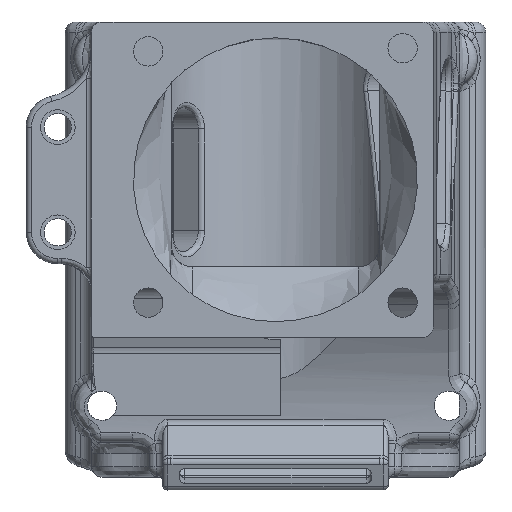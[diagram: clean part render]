
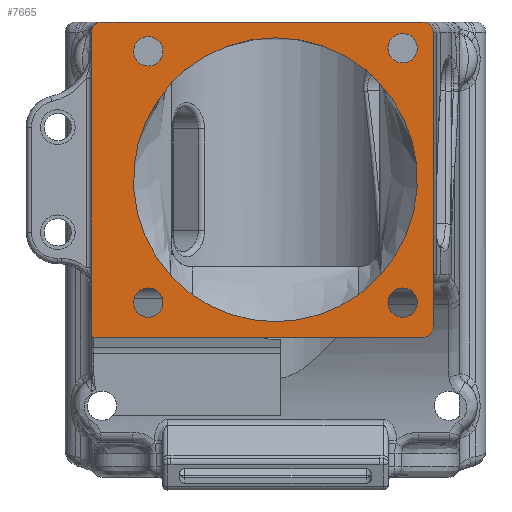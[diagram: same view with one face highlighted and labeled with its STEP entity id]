
A CAD part, left-side view. The second image highlights one B-rep face of the part: STEP entity #7665.
In plain terms, the highlighted planar face has unit normal (-1, 0, 0).
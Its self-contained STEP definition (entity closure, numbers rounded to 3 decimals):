
#129=FACE_BOUND('',#1976,.T.);
#130=FACE_BOUND('',#1977,.T.);
#131=FACE_BOUND('',#1978,.T.);
#132=FACE_BOUND('',#1979,.T.);
#133=FACE_BOUND('',#1980,.T.);
#172=PLANE('',#8231);
#279=LINE('',#11657,#643);
#295=LINE('',#12101,#659);
#296=LINE('',#12105,#660);
#297=LINE('',#12109,#661);
#643=VECTOR('',#9139,10.);
#659=VECTOR('',#9237,10.);
#660=VECTOR('',#9240,10.);
#661=VECTOR('',#9243,10.);
#1458=FACE_OUTER_BOUND('',#1975,.T.);
#1975=EDGE_LOOP('',(#5198,#5199,#5200,#5201,#5202,#5203,#5204,#5205));
#1976=EDGE_LOOP('',(#5206,#5207,#5208,#5209,#5210,#5211,#5212,#5213));
#1977=EDGE_LOOP('',(#5214));
#1978=EDGE_LOOP('',(#5215));
#1979=EDGE_LOOP('',(#5216));
#1980=EDGE_LOOP('',(#5217));
#2509=ELLIPSE('',#8232,1.,1.);
#2510=ELLIPSE('',#8233,1.,1.);
#2625=CIRCLE('',#8220,0.2);
#2633=CIRCLE('',#8234,1.);
#2634=CIRCLE('',#8235,13.5);
#2635=CIRCLE('',#8236,13.5);
#2636=CIRCLE('',#8237,13.5);
#2637=CIRCLE('',#8238,13.5);
#2638=CIRCLE('',#8239,13.5);
#2639=CIRCLE('',#8240,13.5);
#2640=CIRCLE('',#8241,13.5);
#2641=CIRCLE('',#8242,13.5);
#2642=CIRCLE('',#8243,1.4);
#2643=CIRCLE('',#8244,1.4);
#2644=CIRCLE('',#8245,1.4);
#2645=CIRCLE('',#8246,1.4);
#3099=VERTEX_POINT('',#11654);
#3100=VERTEX_POINT('',#11656);
#3149=VERTEX_POINT('',#12038);
#3155=VERTEX_POINT('',#12100);
#3156=VERTEX_POINT('',#12102);
#3157=VERTEX_POINT('',#12104);
#3158=VERTEX_POINT('',#12106);
#3159=VERTEX_POINT('',#12108);
#3160=VERTEX_POINT('',#12111);
#3161=VERTEX_POINT('',#12112);
#3162=VERTEX_POINT('',#12114);
#3163=VERTEX_POINT('',#12116);
#3164=VERTEX_POINT('',#12118);
#3165=VERTEX_POINT('',#12120);
#3166=VERTEX_POINT('',#12122);
#3167=VERTEX_POINT('',#12124);
#3168=VERTEX_POINT('',#12127);
#3169=VERTEX_POINT('',#12129);
#3170=VERTEX_POINT('',#12131);
#3171=VERTEX_POINT('',#12133);
#3843=EDGE_CURVE('',#3099,#3100,#279,.T.);
#3901=EDGE_CURVE('',#3149,#3099,#2625,.T.);
#3912=EDGE_CURVE('',#3155,#3149,#295,.T.);
#3913=EDGE_CURVE('',#3156,#3155,#2509,.T.);
#3914=EDGE_CURVE('',#3156,#3157,#296,.T.);
#3915=EDGE_CURVE('',#3158,#3157,#2510,.T.);
#3916=EDGE_CURVE('',#3159,#3158,#297,.T.);
#3917=EDGE_CURVE('',#3100,#3159,#2633,.T.);
#3918=EDGE_CURVE('',#3160,#3161,#2634,.T.);
#3919=EDGE_CURVE('',#3161,#3162,#2635,.T.);
#3920=EDGE_CURVE('',#3162,#3163,#2636,.T.);
#3921=EDGE_CURVE('',#3163,#3164,#2637,.T.);
#3922=EDGE_CURVE('',#3164,#3165,#2638,.T.);
#3923=EDGE_CURVE('',#3165,#3166,#2639,.T.);
#3924=EDGE_CURVE('',#3166,#3167,#2640,.T.);
#3925=EDGE_CURVE('',#3167,#3160,#2641,.T.);
#3926=EDGE_CURVE('',#3168,#3168,#2642,.T.);
#3927=EDGE_CURVE('',#3169,#3169,#2643,.T.);
#3928=EDGE_CURVE('',#3170,#3170,#2644,.T.);
#3929=EDGE_CURVE('',#3171,#3171,#2645,.T.);
#5198=ORIENTED_EDGE('',*,*,#3901,.F.);
#5199=ORIENTED_EDGE('',*,*,#3912,.F.);
#5200=ORIENTED_EDGE('',*,*,#3913,.F.);
#5201=ORIENTED_EDGE('',*,*,#3914,.T.);
#5202=ORIENTED_EDGE('',*,*,#3915,.F.);
#5203=ORIENTED_EDGE('',*,*,#3916,.F.);
#5204=ORIENTED_EDGE('',*,*,#3917,.F.);
#5205=ORIENTED_EDGE('',*,*,#3843,.F.);
#5206=ORIENTED_EDGE('',*,*,#3918,.T.);
#5207=ORIENTED_EDGE('',*,*,#3919,.T.);
#5208=ORIENTED_EDGE('',*,*,#3920,.T.);
#5209=ORIENTED_EDGE('',*,*,#3921,.T.);
#5210=ORIENTED_EDGE('',*,*,#3922,.T.);
#5211=ORIENTED_EDGE('',*,*,#3923,.T.);
#5212=ORIENTED_EDGE('',*,*,#3924,.T.);
#5213=ORIENTED_EDGE('',*,*,#3925,.T.);
#5214=ORIENTED_EDGE('',*,*,#3926,.F.);
#5215=ORIENTED_EDGE('',*,*,#3927,.F.);
#5216=ORIENTED_EDGE('',*,*,#3928,.F.);
#5217=ORIENTED_EDGE('',*,*,#3929,.F.);
#7665=ADVANCED_FACE('',(#1458,#129,#130,#131,#132,#133),#172,.F.);
#8220=AXIS2_PLACEMENT_3D('',#12039,#9211,#9212);
#8231=AXIS2_PLACEMENT_3D('',#12099,#9235,#9236);
#8232=AXIS2_PLACEMENT_3D('',#12103,#9238,#9239);
#8233=AXIS2_PLACEMENT_3D('',#12107,#9241,#9242);
#8234=AXIS2_PLACEMENT_3D('',#12110,#9244,#9245);
#8235=AXIS2_PLACEMENT_3D('',#12113,#9246,#9247);
#8236=AXIS2_PLACEMENT_3D('',#12115,#9248,#9249);
#8237=AXIS2_PLACEMENT_3D('',#12117,#9250,#9251);
#8238=AXIS2_PLACEMENT_3D('',#12119,#9252,#9253);
#8239=AXIS2_PLACEMENT_3D('',#12121,#9254,#9255);
#8240=AXIS2_PLACEMENT_3D('',#12123,#9256,#9257);
#8241=AXIS2_PLACEMENT_3D('',#12125,#9258,#9259);
#8242=AXIS2_PLACEMENT_3D('',#12126,#9260,#9261);
#8243=AXIS2_PLACEMENT_3D('',#12128,#9262,#9263);
#8244=AXIS2_PLACEMENT_3D('',#12130,#9264,#9265);
#8245=AXIS2_PLACEMENT_3D('',#12132,#9266,#9267);
#8246=AXIS2_PLACEMENT_3D('',#12134,#9268,#9269);
#9139=DIRECTION('',(0.,0.,1.));
#9211=DIRECTION('center_axis',(1.,0.,0.));
#9212=DIRECTION('ref_axis',(0.,0.707,-0.707));
#9235=DIRECTION('center_axis',(1.,0.,0.));
#9236=DIRECTION('ref_axis',(0.,0.,-1.));
#9237=DIRECTION('',(0.,1.,0.));
#9238=DIRECTION('center_axis',(1.,0.,0.));
#9239=DIRECTION('ref_axis',(0.,1.,-0.011));
#9240=DIRECTION('',(0.,0.,1.));
#9241=DIRECTION('center_axis',(1.,0.,0.));
#9242=DIRECTION('ref_axis',(0.,1.,0.011));
#9243=DIRECTION('',(0.,-1.,0.));
#9244=DIRECTION('center_axis',(1.,0.,0.));
#9245=DIRECTION('ref_axis',(0.,0.707,0.707));
#9246=DIRECTION('center_axis',(1.,0.,0.));
#9247=DIRECTION('ref_axis',(0.,-0.64,0.768));
#9248=DIRECTION('center_axis',(1.,0.,0.));
#9249=DIRECTION('ref_axis',(0.,-0.715,0.699));
#9250=DIRECTION('center_axis',(1.,0.,0.));
#9251=DIRECTION('ref_axis',(0.,-0.743,-0.669));
#9252=DIRECTION('center_axis',(1.,0.,0.));
#9253=DIRECTION('ref_axis',(0.,-0.586,-0.81));
#9254=DIRECTION('center_axis',(1.,0.,0.));
#9255=DIRECTION('ref_axis',(0.,0.586,-0.81));
#9256=DIRECTION('center_axis',(1.,0.,0.));
#9257=DIRECTION('ref_axis',(0.,0.743,-0.669));
#9258=DIRECTION('center_axis',(1.,0.,0.));
#9259=DIRECTION('ref_axis',(0.,0.731,0.682));
#9260=DIRECTION('center_axis',(1.,0.,0.));
#9261=DIRECTION('ref_axis',(0.,0.64,0.768));
#9262=DIRECTION('center_axis',(-1.,0.,0.));
#9263=DIRECTION('ref_axis',(0.,0.,-1.));
#9264=DIRECTION('center_axis',(-1.,0.,0.));
#9265=DIRECTION('ref_axis',(0.,0.,-1.));
#9266=DIRECTION('center_axis',(-1.,0.,0.));
#9267=DIRECTION('ref_axis',(0.,0.,-1.));
#9268=DIRECTION('center_axis',(-1.,0.,0.));
#9269=DIRECTION('ref_axis',(0.,0.,-1.));
#11654=CARTESIAN_POINT('',(2.5,35.,10.2));
#11656=CARTESIAN_POINT('',(2.5,35.,39.));
#11657=CARTESIAN_POINT('',(2.5,35.,12.547));
#12038=CARTESIAN_POINT('',(2.5,34.8,10.));
#12039=CARTESIAN_POINT('Origin',(2.5,34.8,10.2));
#12099=CARTESIAN_POINT('Origin',(2.5,17.611,25.095));
#12100=CARTESIAN_POINT('',(2.5,3.496,10.));
#12101=CARTESIAN_POINT('',(2.5,8.805,10.));
#12102=CARTESIAN_POINT('',(2.5,2.495,11.));
#12103=CARTESIAN_POINT('Origin',(2.5,3.496,11.));
#12104=CARTESIAN_POINT('',(2.5,2.495,39.));
#12105=CARTESIAN_POINT('',(2.5,2.495,40.));
#12106=CARTESIAN_POINT('',(2.5,3.496,40.));
#12107=CARTESIAN_POINT('Origin',(2.5,3.496,39.));
#12108=CARTESIAN_POINT('',(2.5,34.,40.));
#12109=CARTESIAN_POINT('',(2.5,17.555,40.));
#12110=CARTESIAN_POINT('Origin',(2.5,34.,39.));
#12111=CARTESIAN_POINT('',(2.5,26.142,35.372));
#12112=CARTESIAN_POINT('',(2.5,8.858,35.372));
#12113=CARTESIAN_POINT('Origin',(2.5,17.5,25.));
#12114=CARTESIAN_POINT('',(2.5,7.847,34.438));
#12115=CARTESIAN_POINT('Origin',(2.5,17.5,25.));
#12116=CARTESIAN_POINT('',(2.5,7.471,15.963));
#12117=CARTESIAN_POINT('Origin',(2.5,17.5,25.));
#12118=CARTESIAN_POINT('',(2.5,9.589,14.061));
#12119=CARTESIAN_POINT('Origin',(2.5,17.5,25.));
#12120=CARTESIAN_POINT('',(2.5,25.411,14.061));
#12121=CARTESIAN_POINT('Origin',(2.5,17.5,25.));
#12122=CARTESIAN_POINT('',(2.5,27.529,15.963));
#12123=CARTESIAN_POINT('Origin',(2.5,17.5,25.));
#12124=CARTESIAN_POINT('',(2.5,27.371,34.209));
#12125=CARTESIAN_POINT('Origin',(2.5,17.5,25.));
#12126=CARTESIAN_POINT('Origin',(2.5,17.5,25.));
#12127=CARTESIAN_POINT('',(2.5,29.6,38.608));
#12128=CARTESIAN_POINT('Origin',(2.5,29.6,37.208));
#12129=CARTESIAN_POINT('',(2.5,5.4,14.708));
#12130=CARTESIAN_POINT('Origin',(2.5,5.4,13.308));
#12131=CARTESIAN_POINT('',(2.5,29.6,14.708));
#12132=CARTESIAN_POINT('Origin',(2.5,29.6,13.308));
#12133=CARTESIAN_POINT('',(2.5,5.4,38.908));
#12134=CARTESIAN_POINT('Origin',(2.5,5.4,37.508));
